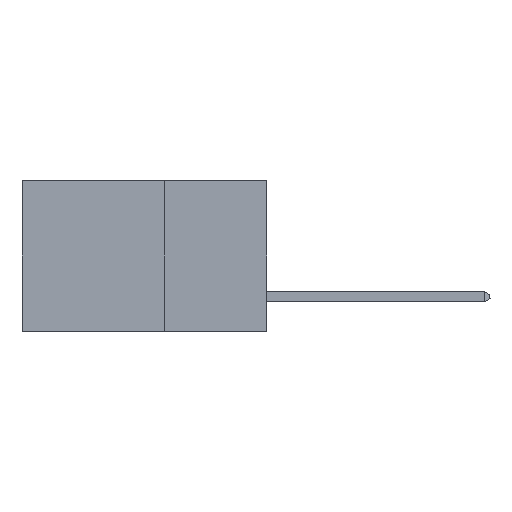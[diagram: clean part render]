
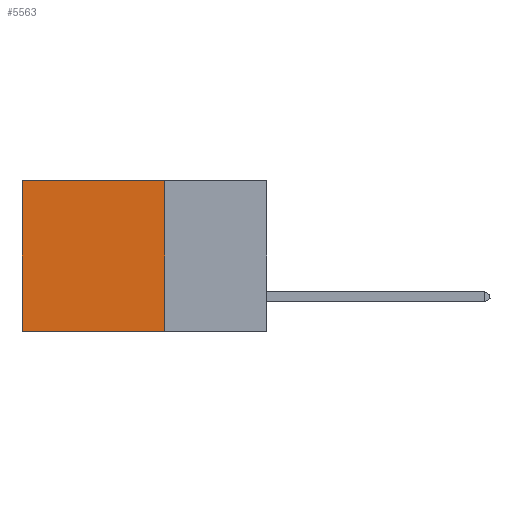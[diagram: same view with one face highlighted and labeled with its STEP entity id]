
A CAD part, left-side view. The second image highlights one B-rep face of the part: STEP entity #5563.
In plain terms, the highlighted planar face has unit normal (-1, 0, 0).
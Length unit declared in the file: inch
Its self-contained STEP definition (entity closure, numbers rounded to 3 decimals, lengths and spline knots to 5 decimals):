
#1396 = DIRECTION ( 'NONE',  ( 0., 0., -1. ) ) ;
#2405 = EDGE_CURVE ( 'NONE', #5568, #26260, #16513, .T. ) ;
#3038 = CARTESIAN_POINT ( 'NONE',  ( 0.2875, 0.25, -0.37 ) ) ;
#4583 = LINE ( 'NONE', #22303, #17735 ) ;
#4937 = AXIS2_PLACEMENT_3D ( 'NONE', #11278, #21875, #13627 ) ;
#5289 = CARTESIAN_POINT ( 'NONE',  ( 0.2875, 0.25, 0. ) ) ;
#5563 = ADVANCED_FACE ( 'NONE', ( #21737 ), #19629, .F. ) ;
#5568 = VERTEX_POINT ( 'NONE', #25796 ) ;
#6118 = LINE ( 'NONE', #9391, #24784 ) ;
#6852 = CARTESIAN_POINT ( 'NONE',  ( 0.2875, 0.6, 0. ) ) ;
#8717 = VERTEX_POINT ( 'NONE', #6852 ) ;
#9391 = CARTESIAN_POINT ( 'NONE',  ( 0.2875, 0.25, 0. ) ) ;
#10195 = ORIENTED_EDGE ( 'NONE', *, *, #2405, .F. ) ;
#10273 = DIRECTION ( 'NONE',  ( 0., 1., 0. ) ) ;
#11278 = CARTESIAN_POINT ( 'NONE',  ( 0.2875, 0.25, 0. ) ) ;
#12432 = CARTESIAN_POINT ( 'NONE',  ( 0.2875, 0.6, -0.37 ) ) ;
#13627 = DIRECTION ( 'NONE',  ( 0., 0., -1. ) ) ;
#15647 = EDGE_CURVE ( 'NONE', #24586, #8717, #4583, .T. ) ;
#16513 = LINE ( 'NONE', #3038, #25552 ) ;
#16795 = ORIENTED_EDGE ( 'NONE', *, *, #25322, .F. ) ;
#17225 = VECTOR ( 'NONE', #1396, 39.37008 ) ;
#17735 = VECTOR ( 'NONE', #10273, 39.37008 ) ;
#17762 = ORIENTED_EDGE ( 'NONE', *, *, #20484, .T. ) ;
#18238 = EDGE_LOOP ( 'NONE', ( #17762, #10195, #16795, #24033 ) ) ;
#18515 = LINE ( 'NONE', #25982, #17225 ) ;
#19629 = PLANE ( 'NONE',  #4937 ) ;
#20484 = EDGE_CURVE ( 'NONE', #8717, #26260, #18515, .T. ) ;
#21737 = FACE_OUTER_BOUND ( 'NONE', #18238, .T. ) ;
#21875 = DIRECTION ( 'NONE',  ( 1., 0., 0. ) ) ;
#22303 = CARTESIAN_POINT ( 'NONE',  ( 0.2875, 0.25, 0. ) ) ;
#23525 = DIRECTION ( 'NONE',  ( 0., 1., 0. ) ) ;
#23793 = DIRECTION ( 'NONE',  ( 0., 0., -1. ) ) ;
#24033 = ORIENTED_EDGE ( 'NONE', *, *, #15647, .T. ) ;
#24586 = VERTEX_POINT ( 'NONE', #5289 ) ;
#24784 = VECTOR ( 'NONE', #23793, 39.37008 ) ;
#25322 = EDGE_CURVE ( 'NONE', #24586, #5568, #6118, .T. ) ;
#25552 = VECTOR ( 'NONE', #23525, 39.37008 ) ;
#25796 = CARTESIAN_POINT ( 'NONE',  ( 0.2875, 0.25, -0.37 ) ) ;
#25982 = CARTESIAN_POINT ( 'NONE',  ( 0.2875, 0.6, 0. ) ) ;
#26260 = VERTEX_POINT ( 'NONE', #12432 ) ;
